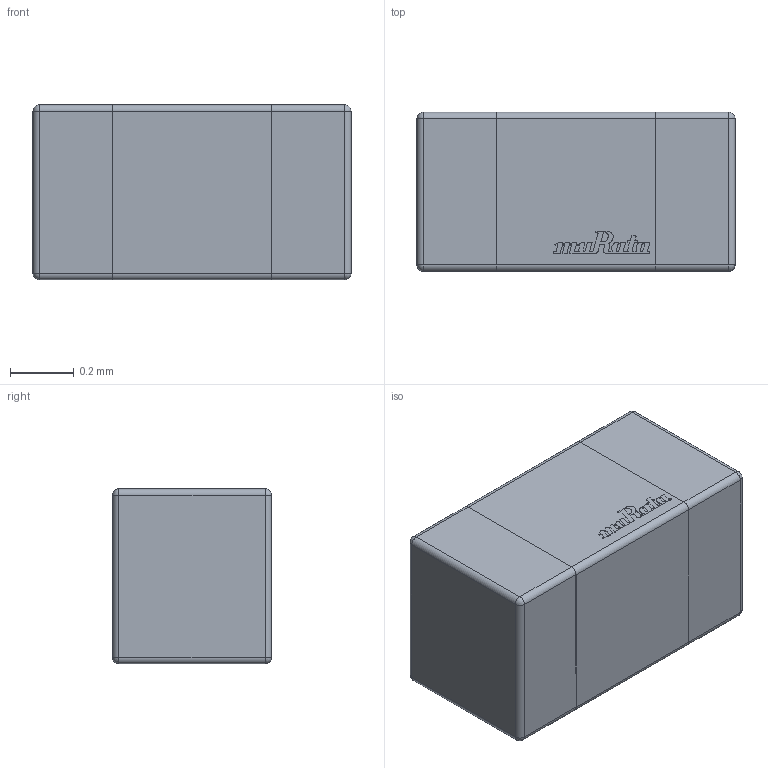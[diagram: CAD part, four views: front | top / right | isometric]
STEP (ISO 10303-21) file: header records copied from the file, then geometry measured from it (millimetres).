
FILE_DESCRIPTION(/* description */ (''),/* implementation_level */ '2;1');
FILE_NAME(/* name */ '0402.stp',/* time_stamp */ '2020-08-05T12:37:32+02:00',/* author */ ('Lord_voldmort'),/* organization */ (''),/* preprocessor_version */ 'ST-DEVELOPER v17.2',/* originating_system */ 'Autodesk Inventor 2019',/* authorisation */ '');
FILE_SCHEMA (('AUTOMOTIVE_DESIGN { 1 0 10303 214 3 1 1 }'));
Length unit declared in the file: millimetre
Products named in the file (4): cap; body; side; Murata_
Assembly tree (4 placements, depth 2):
  cap
    body
    side  x2
    Murata_
Bounding box: 1 x 0.5 x 0.55 mm (x, y, z)
Volume: 0.3 mm3; surface area: 3.7 mm2
Topology: 4 solids, 4 shells, 260 faces, 734 edges, 480 vertices
Faces by surface type: bspline 127, plane 95, cylinder 30, sphere 8
Entity records: 9945 total; most frequent: CARTESIAN_POINT 4129, ORIENTED_EDGE 1396, DIRECTION 838, EDGE_CURVE 698, VERTEX_POINT 460, LINE 400, VECTOR 400, EDGE_LOOP 248
